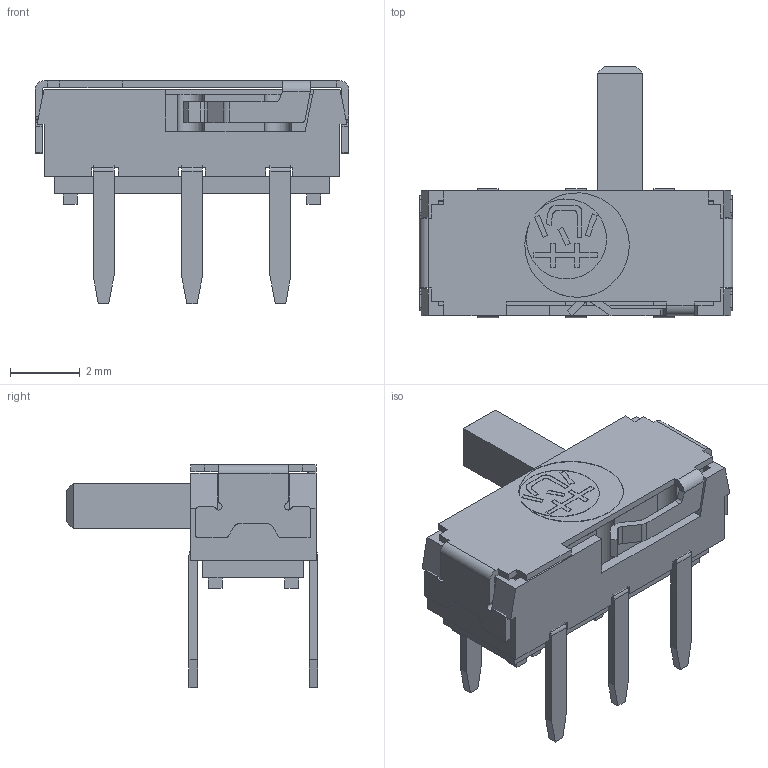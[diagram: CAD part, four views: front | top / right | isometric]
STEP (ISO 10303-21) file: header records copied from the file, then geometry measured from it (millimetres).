
FILE_DESCRIPTION (( 'STEP AP214' ), '1' );
FILE_NAME ('User Library-MSK-22D18-ZPT.STEP', '2020-05-14T05:06:30', ( '' ), ( '' ), 'SwSTEP 2.0', 'SolidWorks 2019', '' );
FILE_SCHEMA (( 'AUTOMOTIVE_DESIGN' ));
Length unit declared in the file: millimetre
Products named in the file (6): User Library-MSK-22D18-ZPT; MMP221; 剴郋3MJING; MMP221_PP; MMP221_SM; MMP221_PIN
Assembly tree (8 placements, depth 2):
  User Library-MSK-22D18-ZPT
    MMP221
    MMP221_PIN  x4
    MMP221_PP
    MMP221_SM
    剴郋3MJING
Bounding box: 9 x 7.22 x 6.41 mm (x, y, z)
Volume: 72.8 mm3; surface area: 446 mm2
Topology: 13 solids, 13 shells, 344 faces, 924 edges, 608 vertices
Faces by surface type: plane 272, cylinder 58, bspline 14
Entity records: 13154 total; most frequent: CARTESIAN_POINT 2134, ORIENTED_EDGE 1596, DIRECTION 1459, EDGE_CURVE 798, LINE 665, VECTOR 665, VERTEX_POINT 524, AXIS2_PLACEMENT_3D 397
